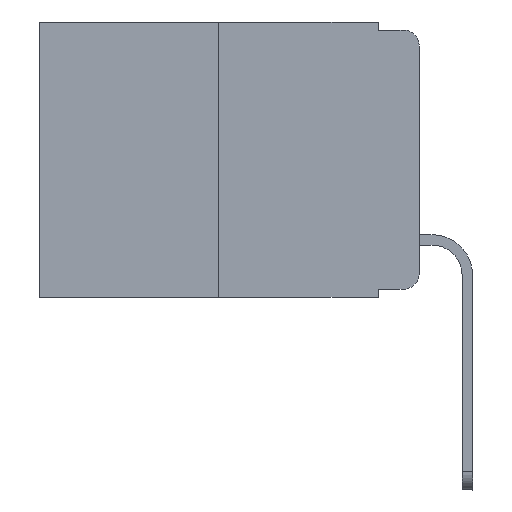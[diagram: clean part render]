
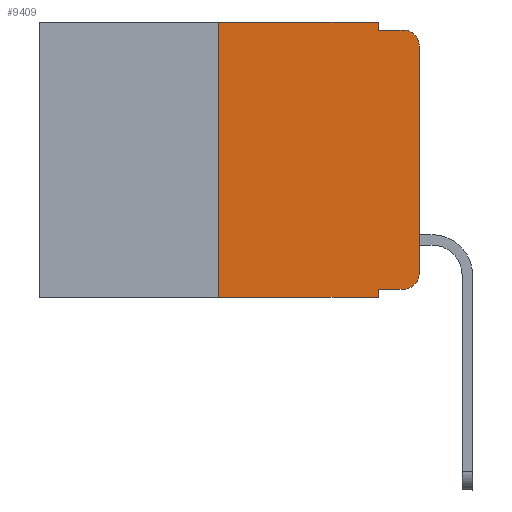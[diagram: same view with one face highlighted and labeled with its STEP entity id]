
A CAD part, left-side view. The second image highlights one B-rep face of the part: STEP entity #9409.
In plain terms, the highlighted planar face has unit normal (-1, 0, 0).
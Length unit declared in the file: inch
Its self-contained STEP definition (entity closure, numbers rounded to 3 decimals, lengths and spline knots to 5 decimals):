
#40 = CARTESIAN_POINT ( 'NONE',  ( 0., 0.473, -0.343 ) ) ;
#159 = FACE_OUTER_BOUND ( 'NONE', #1426, .T. ) ;
#338 = DIRECTION ( 'NONE',  ( 0., 0., 1. ) ) ;
#388 = EDGE_CURVE ( 'NONE', #7596, #9086, #10143, .T. ) ;
#410 = VECTOR ( 'NONE', #6957, 39.37008 ) ;
#588 = ORIENTED_EDGE ( 'NONE', *, *, #388, .T. ) ;
#661 = EDGE_CURVE ( 'NONE', #1129, #7596, #3225, .T. ) ;
#844 = ORIENTED_EDGE ( 'NONE', *, *, #6119, .F. ) ;
#1129 = VERTEX_POINT ( 'NONE', #5802 ) ;
#1364 = EDGE_CURVE ( 'NONE', #8580, #9117, #3026, .T. ) ;
#1405 = CARTESIAN_POINT ( 'NONE',  ( 0., 0.25, 0. ) ) ;
#1426 = EDGE_LOOP ( 'NONE', ( #9369, #6431, #8913, #2534, #10653, #3078, #3256, #844, #7439, #588 ) ) ;
#1508 = LINE ( 'NONE', #5665, #5279 ) ;
#1528 = CIRCLE ( 'NONE', #10525, 0.02 ) ;
#1799 = VECTOR ( 'NONE', #5782, 39.37008 ) ;
#1859 = AXIS2_PLACEMENT_3D ( 'NONE', #4326, #5125, #6893 ) ;
#2291 = VERTEX_POINT ( 'NONE', #10158 ) ;
#2395 = VECTOR ( 'NONE', #9962, 39.37008 ) ;
#2473 = CARTESIAN_POINT ( 'NONE',  ( 0., 0.051, 0. ) ) ;
#2534 = ORIENTED_EDGE ( 'NONE', *, *, #7703, .F. ) ;
#2555 = CARTESIAN_POINT ( 'NONE',  ( 0., 0.051, -0.333 ) ) ;
#3026 = LINE ( 'NONE', #6523, #2395 ) ;
#3078 = ORIENTED_EDGE ( 'NONE', *, *, #4100, .F. ) ;
#3135 = CARTESIAN_POINT ( 'NONE',  ( 0., 0., -0.313 ) ) ;
#3225 = LINE ( 'NONE', #2555, #10955 ) ;
#3256 = ORIENTED_EDGE ( 'NONE', *, *, #7838, .T. ) ;
#3270 = CARTESIAN_POINT ( 'NONE',  ( 0., 0.473, 0. ) ) ;
#3387 = CARTESIAN_POINT ( 'NONE',  ( 0., 0.02, -0.03 ) ) ;
#3867 = CARTESIAN_POINT ( 'NONE',  ( 0., 0., -0.03 ) ) ;
#4100 = EDGE_CURVE ( 'NONE', #2291, #7682, #9133, .T. ) ;
#4179 = LINE ( 'NONE', #40, #410 ) ;
#4326 = CARTESIAN_POINT ( 'NONE',  ( 0., 0.02, -0.313 ) ) ;
#4618 = LINE ( 'NONE', #6326, #5977 ) ;
#4791 = PLANE ( 'NONE',  #8365 ) ;
#5125 = DIRECTION ( 'NONE',  ( -1., 0., 0. ) ) ;
#5279 = VECTOR ( 'NONE', #5773, 39.37008 ) ;
#5597 = CARTESIAN_POINT ( 'NONE',  ( 0., 0.473, 0. ) ) ;
#5665 = CARTESIAN_POINT ( 'NONE',  ( 0., 0.051, 0. ) ) ;
#5742 = DIRECTION ( 'NONE',  ( 0., 0., -1. ) ) ;
#5773 = DIRECTION ( 'NONE',  ( 0., 0., -1. ) ) ;
#5782 = DIRECTION ( 'NONE',  ( 0., 0., 1. ) ) ;
#5802 = CARTESIAN_POINT ( 'NONE',  ( 0., 0.051, -0.333 ) ) ;
#5914 = EDGE_CURVE ( 'NONE', #9086, #7452, #4618, .T. ) ;
#5977 = VECTOR ( 'NONE', #338, 39.37008 ) ;
#6119 = EDGE_CURVE ( 'NONE', #1129, #9546, #6955, .T. ) ;
#6326 = CARTESIAN_POINT ( 'NONE',  ( 0., 0., 0. ) ) ;
#6431 = ORIENTED_EDGE ( 'NONE', *, *, #8175, .T. ) ;
#6523 = CARTESIAN_POINT ( 'NONE',  ( 0., 0.051, -0.01 ) ) ;
#6708 = DIRECTION ( 'NONE',  ( -1., 0., 0. ) ) ;
#6757 = CARTESIAN_POINT ( 'NONE',  ( 0., 0.051, -0.01 ) ) ;
#6782 = CARTESIAN_POINT ( 'NONE',  ( 0., 0.051, 0. ) ) ;
#6893 = DIRECTION ( 'NONE',  ( 0., 0., -1. ) ) ;
#6955 = LINE ( 'NONE', #6782, #10839 ) ;
#6957 = DIRECTION ( 'NONE',  ( 0., -1., 0. ) ) ;
#7439 = ORIENTED_EDGE ( 'NONE', *, *, #661, .T. ) ;
#7452 = VERTEX_POINT ( 'NONE', #3867 ) ;
#7465 = DIRECTION ( 'NONE',  ( 0., -1., 0. ) ) ;
#7596 = VERTEX_POINT ( 'NONE', #10475 ) ;
#7659 = CARTESIAN_POINT ( 'NONE',  ( 0., 0.02, -0.01 ) ) ;
#7682 = VERTEX_POINT ( 'NONE', #9062 ) ;
#7703 = EDGE_CURVE ( 'NONE', #9936, #8580, #1508, .T. ) ;
#7838 = EDGE_CURVE ( 'NONE', #2291, #9546, #4179, .T. ) ;
#7874 = VECTOR ( 'NONE', #7465, 39.37008 ) ;
#8175 = EDGE_CURVE ( 'NONE', #7452, #9117, #1528, .T. ) ;
#8365 = AXIS2_PLACEMENT_3D ( 'NONE', #5597, #10057, #9161 ) ;
#8423 = LINE ( 'NONE', #3270, #7874 ) ;
#8580 = VERTEX_POINT ( 'NONE', #6757 ) ;
#8608 = DIRECTION ( 'NONE',  ( 0., -1., 0. ) ) ;
#8702 = CARTESIAN_POINT ( 'NONE',  ( 0., 0.051, -0.343 ) ) ;
#8913 = ORIENTED_EDGE ( 'NONE', *, *, #1364, .F. ) ;
#9062 = CARTESIAN_POINT ( 'NONE',  ( 0., 0.25, 0. ) ) ;
#9086 = VERTEX_POINT ( 'NONE', #3135 ) ;
#9117 = VERTEX_POINT ( 'NONE', #7659 ) ;
#9133 = LINE ( 'NONE', #1405, #1799 ) ;
#9161 = DIRECTION ( 'NONE',  ( 0., 0., -1. ) ) ;
#9369 = ORIENTED_EDGE ( 'NONE', *, *, #5914, .T. ) ;
#9409 = ADVANCED_FACE ( 'NONE', ( #159 ), #4791, .F. ) ;
#9546 = VERTEX_POINT ( 'NONE', #8702 ) ;
#9936 = VERTEX_POINT ( 'NONE', #2473 ) ;
#9962 = DIRECTION ( 'NONE',  ( 0., -1., 0. ) ) ;
#10057 = DIRECTION ( 'NONE',  ( 1., 0., 0. ) ) ;
#10143 = CIRCLE ( 'NONE', #1859, 0.02 ) ;
#10158 = CARTESIAN_POINT ( 'NONE',  ( 0., 0.25, -0.343 ) ) ;
#10475 = CARTESIAN_POINT ( 'NONE',  ( 0., 0.02, -0.333 ) ) ;
#10525 = AXIS2_PLACEMENT_3D ( 'NONE', #3387, #6708, #5742 ) ;
#10653 = ORIENTED_EDGE ( 'NONE', *, *, #11146, .F. ) ;
#10839 = VECTOR ( 'NONE', #11003, 39.37008 ) ;
#10955 = VECTOR ( 'NONE', #8608, 39.37008 ) ;
#11003 = DIRECTION ( 'NONE',  ( 0., 0., -1. ) ) ;
#11146 = EDGE_CURVE ( 'NONE', #7682, #9936, #8423, .T. ) ;
